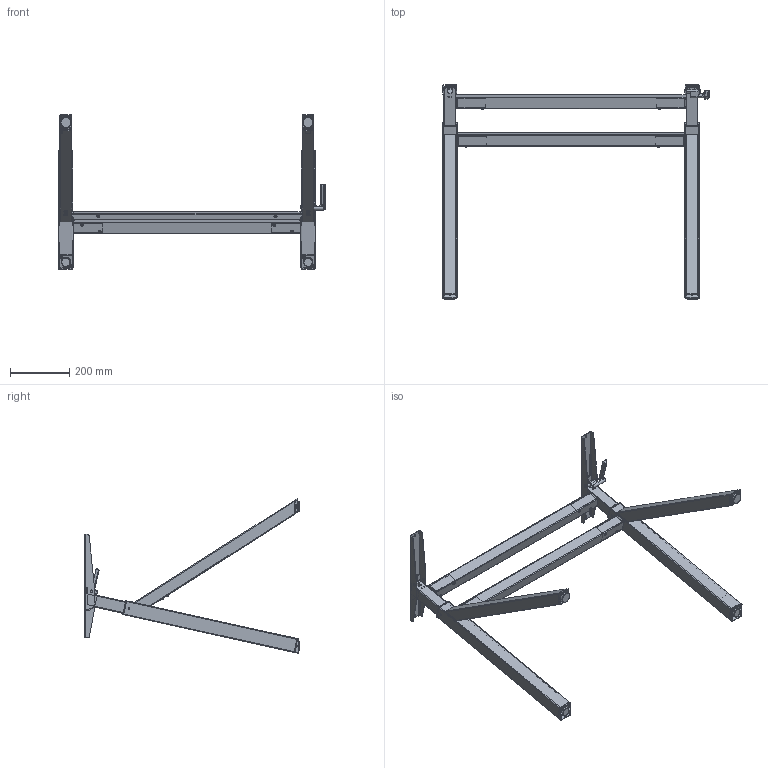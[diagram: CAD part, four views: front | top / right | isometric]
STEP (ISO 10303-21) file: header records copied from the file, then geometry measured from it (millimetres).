
FILE_DESCRIPTION (( 'STEP AP203' ), '1' );
FILE_NAME ('Revolution Y-G, dummy_00_5191xx_.STEP', '2023-02-16T14:05:59', ( '' ), ( '' ), 'SwSTEP 2.0', 'SolidWorks 2021', '' );
FILE_SCHEMA (( 'CONFIG_CONTROL_DESIGN' ));
Length unit declared in the file: millimetre
Products named in the file (1): Revolution Y-G, dummy_00_5191xx_
Bounding box: 901.1 x 725 x 523.4 mm (x, y, z)
Surface area: 1138154.3 mm2 (no closed solid volume)
Topology: 0 solids, 406 shells, 1191 faces, 4662 edges, 3745 vertices
Faces by surface type: plane 498, cylinder 378, bspline 116, torus 107, cone 54, sphere 38
Entity records: 59071 total; most frequent: CARTESIAN_POINT 22891, DIRECTION 7298, ORIENTED_EDGE 5946, EDGE_CURVE 4615, VERTEX_POINT 3745, VECTOR 2462, LINE 2462, AXIS2_PLACEMENT_3D 2418
